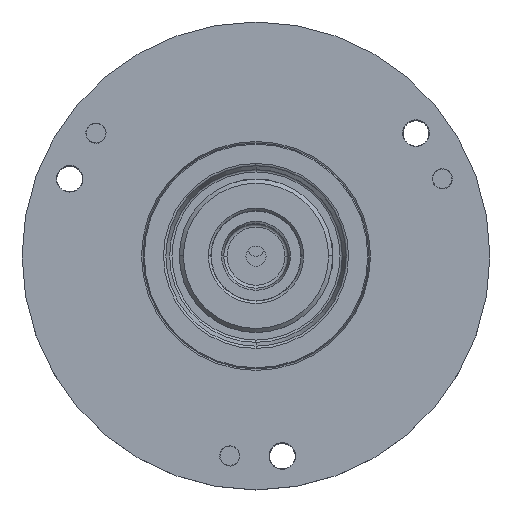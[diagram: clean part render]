
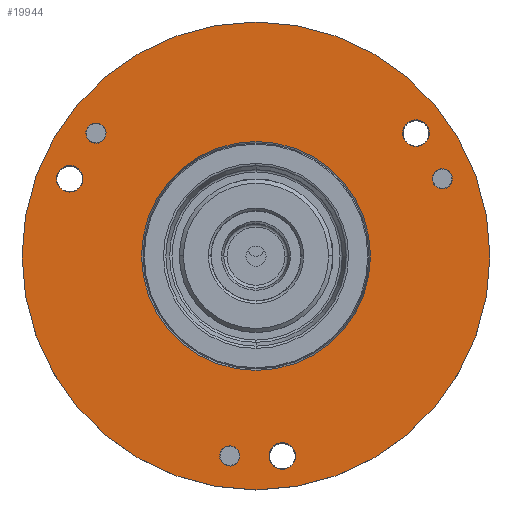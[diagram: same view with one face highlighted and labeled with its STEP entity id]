
A CAD part, top view. The second image highlights one B-rep face of the part: STEP entity #19944.
In plain terms, the highlighted planar face has unit normal (0, 0, 1).
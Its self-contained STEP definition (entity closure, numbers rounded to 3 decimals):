
#174=CARTESIAN_POINT('',(0.,0.,18.));
#175=DIRECTION('',(0.,0.,1.));
#176=DIRECTION('',(1.,0.,0.));
#177=AXIS2_PLACEMENT_3D('',#174,#175,#176);
#179=CARTESIAN_POINT('',(0.,0.,18.));
#180=DIRECTION('',(0.,0.,1.));
#181=DIRECTION('',(-1.,0.,0.));
#182=AXIS2_PLACEMENT_3D('',#179,#180,#181);
#184=CARTESIAN_POINT('',(-19.834,15.219,18.));
#185=DIRECTION('',(0.,0.,-1.));
#186=DIRECTION('',(-0.793,0.609,0.));
#187=AXIS2_PLACEMENT_3D('',#184,#185,#186);
#189=CARTESIAN_POINT('',(-19.834,15.219,18.));
#190=DIRECTION('',(0.,0.,-1.));
#191=DIRECTION('',(0.793,-0.609,0.));
#192=AXIS2_PLACEMENT_3D('',#189,#190,#191);
#194=CARTESIAN_POINT('',(-3.263,-24.786,18.));
#195=DIRECTION('',(0.,0.,-1.));
#196=DIRECTION('',(-0.131,-0.991,0.));
#197=AXIS2_PLACEMENT_3D('',#194,#195,#196);
#199=CARTESIAN_POINT('',(-3.263,-24.786,18.));
#200=DIRECTION('',(0.,0.,-1.));
#201=DIRECTION('',(0.131,0.991,0.));
#202=AXIS2_PLACEMENT_3D('',#199,#200,#201);
#204=CARTESIAN_POINT('',(23.097,9.567,18.));
#205=DIRECTION('',(0.,0.,-1.));
#206=DIRECTION('',(0.924,0.383,0.));
#207=AXIS2_PLACEMENT_3D('',#204,#205,#206);
#209=CARTESIAN_POINT('',(23.097,9.567,18.));
#210=DIRECTION('',(0.,0.,-1.));
#211=DIRECTION('',(-0.924,-0.383,0.));
#212=AXIS2_PLACEMENT_3D('',#209,#210,#211);
#214=CARTESIAN_POINT('',(3.263,-24.786,18.));
#215=DIRECTION('',(0.,0.,1.));
#216=DIRECTION('',(0.,-1.,0.));
#217=AXIS2_PLACEMENT_3D('',#214,#215,#216);
#219=CARTESIAN_POINT('',(3.263,-24.786,18.));
#220=DIRECTION('',(0.,0.,1.));
#221=DIRECTION('',(0.,1.,0.));
#222=AXIS2_PLACEMENT_3D('',#219,#220,#221);
#224=CARTESIAN_POINT('',(19.834,15.219,18.));
#225=DIRECTION('',(0.,0.,1.));
#226=DIRECTION('',(0.,-1.,0.));
#227=AXIS2_PLACEMENT_3D('',#224,#225,#226);
#229=CARTESIAN_POINT('',(19.834,15.219,18.));
#230=DIRECTION('',(0.,0.,1.));
#231=DIRECTION('',(0.,1.,0.));
#232=AXIS2_PLACEMENT_3D('',#229,#230,#231);
#234=CARTESIAN_POINT('',(-23.097,9.567,18.));
#235=DIRECTION('',(0.,0.,1.));
#236=DIRECTION('',(0.,-1.,0.));
#237=AXIS2_PLACEMENT_3D('',#234,#235,#236);
#239=CARTESIAN_POINT('',(-23.097,9.567,18.));
#240=DIRECTION('',(0.,0.,1.));
#241=DIRECTION('',(0.,1.,0.));
#242=AXIS2_PLACEMENT_3D('',#239,#240,#241);
#244=CARTESIAN_POINT('',(0.,0.,18.));
#245=DIRECTION('',(0.,0.,-1.));
#246=DIRECTION('',(-1.,0.,0.));
#247=AXIS2_PLACEMENT_3D('',#244,#245,#246);
#262=CARTESIAN_POINT('',(0.,0.,18.));
#263=DIRECTION('',(0.,0.,-1.));
#264=DIRECTION('',(1.,0.,0.));
#265=AXIS2_PLACEMENT_3D('',#262,#263,#264);
#15942=CARTESIAN_POINT('',(29.,0.,18.));
#15943=CARTESIAN_POINT('',(-29.,0.,18.));
#15944=VERTEX_POINT('',#15942);
#15945=VERTEX_POINT('',#15943);
#16030=CARTESIAN_POINT('',(-20.826,15.98,18.));
#16031=CARTESIAN_POINT('',(-18.842,14.458,18.));
#16032=VERTEX_POINT('',#16030);
#16033=VERTEX_POINT('',#16031);
#16034=CARTESIAN_POINT('',(-3.426,-26.025,18.));
#16035=CARTESIAN_POINT('',(-3.1,-23.547,18.));
#16036=VERTEX_POINT('',#16034);
#16037=VERTEX_POINT('',#16035);
#16038=CARTESIAN_POINT('',(24.252,10.045,18.));
#16039=CARTESIAN_POINT('',(21.942,9.089,18.));
#16040=VERTEX_POINT('',#16038);
#16041=VERTEX_POINT('',#16039);
#16140=CARTESIAN_POINT('',(14.188,0.,18.));
#16141=CARTESIAN_POINT('',(-14.188,0.,18.));
#16142=VERTEX_POINT('',#16140);
#16143=VERTEX_POINT('',#16141);
#16328=CARTESIAN_POINT('',(3.263,-26.436,18.));
#16329=CARTESIAN_POINT('',(3.263,-23.136,18.));
#16330=VERTEX_POINT('',#16328);
#16331=VERTEX_POINT('',#16329);
#16336=CARTESIAN_POINT('',(19.834,13.569,18.));
#16337=CARTESIAN_POINT('',(19.834,16.869,18.));
#16338=VERTEX_POINT('',#16336);
#16339=VERTEX_POINT('',#16337);
#16344=CARTESIAN_POINT('',(-23.097,7.917,18.));
#16345=CARTESIAN_POINT('',(-23.097,11.217,18.));
#16346=VERTEX_POINT('',#16344);
#16347=VERTEX_POINT('',#16345);
#19893=CARTESIAN_POINT('',(0.,0.,18.));
#19894=DIRECTION('',(0.,0.,1.));
#19895=DIRECTION('',(1.,0.,0.));
#19896=AXIS2_PLACEMENT_3D('',#19893,#19894,#19895);
#19897=PLANE('',#19896);
#19898=ORIENTED_EDGE('',*,*,#19873,.F.);
#19899=ORIENTED_EDGE('',*,*,#19887,.F.);
#19900=EDGE_LOOP('',(#19898,#19899));
#19901=FACE_OUTER_BOUND('',#19900,.F.);
#19903=ORIENTED_EDGE('',*,*,#19902,.F.);
#19905=ORIENTED_EDGE('',*,*,#19904,.F.);
#19906=EDGE_LOOP('',(#19903,#19905));
#19907=FACE_BOUND('',#19906,.F.);
#19909=ORIENTED_EDGE('',*,*,#19908,.F.);
#19911=ORIENTED_EDGE('',*,*,#19910,.F.);
#19912=EDGE_LOOP('',(#19909,#19911));
#19913=FACE_BOUND('',#19912,.F.);
#19915=ORIENTED_EDGE('',*,*,#19914,.F.);
#19917=ORIENTED_EDGE('',*,*,#19916,.F.);
#19918=EDGE_LOOP('',(#19915,#19917));
#19919=FACE_BOUND('',#19918,.F.);
#19921=ORIENTED_EDGE('',*,*,#19920,.F.);
#19923=ORIENTED_EDGE('',*,*,#19922,.F.);
#19924=EDGE_LOOP('',(#19921,#19923));
#19925=FACE_BOUND('',#19924,.F.);
#19927=ORIENTED_EDGE('',*,*,#19926,.T.);
#19929=ORIENTED_EDGE('',*,*,#19928,.T.);
#19930=EDGE_LOOP('',(#19927,#19929));
#19931=FACE_BOUND('',#19930,.F.);
#19933=ORIENTED_EDGE('',*,*,#19932,.T.);
#19935=ORIENTED_EDGE('',*,*,#19934,.T.);
#19936=EDGE_LOOP('',(#19933,#19935));
#19937=FACE_BOUND('',#19936,.F.);
#19939=ORIENTED_EDGE('',*,*,#19938,.T.);
#19941=ORIENTED_EDGE('',*,*,#19940,.T.);
#19942=EDGE_LOOP('',(#19939,#19941));
#19943=FACE_BOUND('',#19942,.F.);
#178=CIRCLE('',#177,29.);
#183=CIRCLE('',#182,29.);
#188=CIRCLE('',#187,1.25);
#193=CIRCLE('',#192,1.25);
#198=CIRCLE('',#197,1.25);
#203=CIRCLE('',#202,1.25);
#208=CIRCLE('',#207,1.25);
#213=CIRCLE('',#212,1.25);
#218=CIRCLE('',#217,1.65);
#223=CIRCLE('',#222,1.65);
#228=CIRCLE('',#227,1.65);
#233=CIRCLE('',#232,1.65);
#238=CIRCLE('',#237,1.65);
#243=CIRCLE('',#242,1.65);
#248=CIRCLE('',#247,14.188);
#266=CIRCLE('',#265,14.188);
#19873=EDGE_CURVE('',#15944,#15945,#178,.T.);
#19887=EDGE_CURVE('',#15945,#15944,#183,.T.);
#19902=EDGE_CURVE('',#16143,#16142,#248,.T.);
#19904=EDGE_CURVE('',#16142,#16143,#266,.T.);
#19908=EDGE_CURVE('',#16032,#16033,#188,.T.);
#19910=EDGE_CURVE('',#16033,#16032,#193,.T.);
#19914=EDGE_CURVE('',#16036,#16037,#198,.T.);
#19916=EDGE_CURVE('',#16037,#16036,#203,.T.);
#19920=EDGE_CURVE('',#16040,#16041,#208,.T.);
#19922=EDGE_CURVE('',#16041,#16040,#213,.T.);
#19926=EDGE_CURVE('',#16330,#16331,#218,.T.);
#19928=EDGE_CURVE('',#16331,#16330,#223,.T.);
#19932=EDGE_CURVE('',#16338,#16339,#228,.T.);
#19934=EDGE_CURVE('',#16339,#16338,#233,.T.);
#19938=EDGE_CURVE('',#16346,#16347,#238,.T.);
#19940=EDGE_CURVE('',#16347,#16346,#243,.T.);
#19944=ADVANCED_FACE('',(#19901,#19907,#19913,#19919,#19925,#19931,#19937,
#19943),#19897,.T.);
